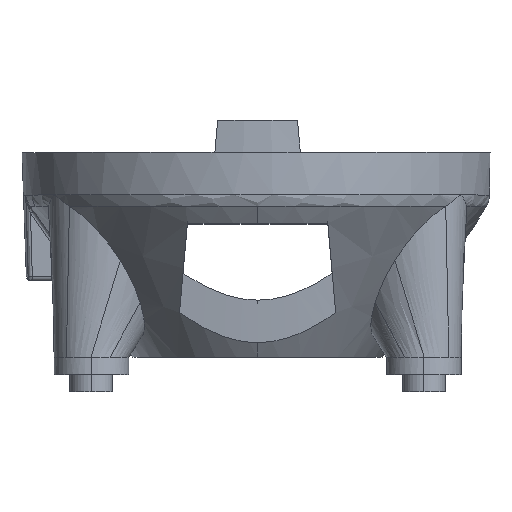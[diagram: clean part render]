
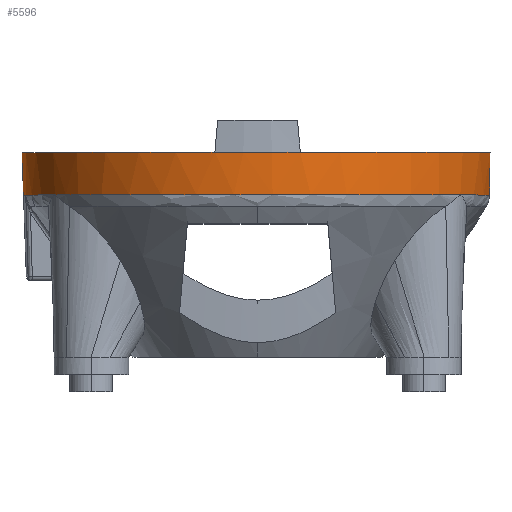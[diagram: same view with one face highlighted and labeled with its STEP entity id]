
A CAD part, top view. The second image highlights one B-rep face of the part: STEP entity #5596.
In plain terms, the highlighted conical face has half-angle 2 degrees and reference radius 11.05 mm.
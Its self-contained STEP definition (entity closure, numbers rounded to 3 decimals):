
#158 = VERTEX_POINT ( 'NONE', #4123 ) ;
#213 = CARTESIAN_POINT ( 'NONE',  ( 10.891, -1.342, 1.571 ) ) ;
#435 = EDGE_CURVE ( 'NONE', #2305, #3177, #577, .T. ) ;
#545 = DIRECTION ( 'NONE',  ( 0., -1., 0. ) ) ;
#577 = LINE ( 'NONE', #4999, #6651 ) ;
#689 = VERTEX_POINT ( 'NONE', #1714 ) ;
#771 = CARTESIAN_POINT ( 'NONE',  ( 9.509, -1.99, 5.49 ) ) ;
#778 = B_SPLINE_CURVE_WITH_KNOTS ( 'NONE', 3,
 ( #2901, #3492, #5840, #2326 ),
 .UNSPECIFIED., .F., .F.,
 ( 4, 4 ),
 ( 0., 1. ),
 .UNSPECIFIED. ) ;
#807 = CARTESIAN_POINT ( 'NONE',  ( 10.901, 0., 1.807 ) ) ;
#831 = DIRECTION ( 'NONE',  ( -1., 0., 0. ) ) ;
#882 = DIRECTION ( 'NONE',  ( -0.035, 0.999, 0. ) ) ;
#1024 = DIRECTION ( 'NONE',  ( 0., 1., 0. ) ) ;
#1055 = VERTEX_POINT ( 'NONE', #3043 ) ;
#1109 = ORIENTED_EDGE ( 'NONE', *, *, #2023, .F. ) ;
#1158 =( BOUNDED_CURVE ( )  B_SPLINE_CURVE ( 3, ( #1319, #4835, #6008, #2494 ),
 .UNSPECIFIED., .F., .T. ) 
 B_SPLINE_CURVE_WITH_KNOTS ( ( 4, 4 ),
 ( 0., 1. ),
 .UNSPECIFIED. ) 
 CURVE ( )  GEOMETRIC_REPRESENTATION_ITEM ( )  RATIONAL_B_SPLINE_CURVE ( ( 1., 0.987, 0.987, 1. ) ) 
 REPRESENTATION_ITEM ( '' )  );
#1319 = CARTESIAN_POINT ( 'NONE',  ( 10.883, -1.99, 1.456 ) ) ;
#1350 = VERTEX_POINT ( 'NONE', #6438 ) ;
#1352 = CIRCLE ( 'NONE', #4498, 11.05 ) ;
#1357 = CIRCLE ( 'NONE', #2231, 11.05 ) ;
#1374 = CARTESIAN_POINT ( 'NONE',  ( -4.755, -1.99, 13.726 ) ) ;
#1406 = CARTESIAN_POINT ( 'NONE',  ( -10.945, -1.99, 1.029 ) ) ;
#1415 = CARTESIAN_POINT ( 'NONE',  ( -10.981, -1.99, 0. ) ) ;
#1467 = CARTESIAN_POINT ( 'NONE',  ( -11.05, 0., 0. ) ) ;
#1714 = CARTESIAN_POINT ( 'NONE',  ( 10.883, -1.99, 1.456 ) ) ;
#1733 = EDGE_CURVE ( 'NONE', #689, #158, #1158, .T. ) ;
#2023 = EDGE_CURVE ( 'NONE', #1350, #2305, #5897, .T. ) ;
#2153 = EDGE_CURVE ( 'NONE', #1055, #3878, #1352, .T. ) ;
#2157 = EDGE_LOOP ( 'NONE', ( #6730, #1109, #4014, #2581, #3435, #5113, #6644, #3521, #3306, #4877 ) ) ;
#2231 = AXIS2_PLACEMENT_3D ( 'NONE', #3158, #7264, #3748 ) ;
#2298 = DIRECTION ( 'NONE',  ( 0., -1., 0. ) ) ;
#2305 = VERTEX_POINT ( 'NONE', #1415 ) ;
#2326 = CARTESIAN_POINT ( 'NONE',  ( 9.511, -1.991, 5.488 ) ) ;
#2377 = AXIS2_PLACEMENT_3D ( 'NONE', #5811, #2298, #6406 ) ;
#2494 = CARTESIAN_POINT ( 'NONE',  ( 9.511, -1.991, 5.488 ) ) ;
#2579 = CARTESIAN_POINT ( 'NONE',  ( -10.981, -1.99, 0. ) ) ;
#2581 = ORIENTED_EDGE ( 'NONE', *, *, #4834, .F. ) ;
#2772 = AXIS2_PLACEMENT_3D ( 'NONE', #4071, #545, #4667 ) ;
#2874 = AXIS2_PLACEMENT_3D ( 'NONE', #5375, #6515, #7090 ) ;
#2901 = CARTESIAN_POINT ( 'NONE',  ( 9.509, -1.99, 5.49 ) ) ;
#2907 = EDGE_CURVE ( 'NONE', #5311, #158, #778, .T. ) ;
#3043 = CARTESIAN_POINT ( 'NONE',  ( -1.996, 0., 10.868 ) ) ;
#3158 = CARTESIAN_POINT ( 'NONE',  ( 0., 0., 0. ) ) ;
#3177 = VERTEX_POINT ( 'NONE', #1467 ) ;
#3306 = ORIENTED_EDGE ( 'NONE', *, *, #2153, .F. ) ;
#3381 = EDGE_CURVE ( 'NONE', #689, #6461, #7441, .T. ) ;
#3435 = ORIENTED_EDGE ( 'NONE', *, *, #2907, .T. ) ;
#3492 = CARTESIAN_POINT ( 'NONE',  ( 9.51, -1.991, 5.49 ) ) ;
#3521 = ORIENTED_EDGE ( 'NONE', *, *, #5056, .T. ) ;
#3525 = VERTEX_POINT ( 'NONE', #5614 ) ;
#3743 = CARTESIAN_POINT ( 'NONE',  ( -10.872, -1.991, 1.538 ) ) ;
#3748 = DIRECTION ( 'NONE',  ( -1., 0., 0. ) ) ;
#3786 = CARTESIAN_POINT ( 'NONE',  ( 1.996, 0., 10.868 ) ) ;
#3878 = VERTEX_POINT ( 'NONE', #3786 ) ;
#4014 = ORIENTED_EDGE ( 'NONE', *, *, #4589, .F. ) ;
#4018 = CIRCLE ( 'NONE', #2772, 10.98 ) ;
#4071 = CARTESIAN_POINT ( 'NONE',  ( 0., -1.99, 0. ) ) ;
#4123 = CARTESIAN_POINT ( 'NONE',  ( 9.511, -1.991, 5.488 ) ) ;
#4298 = CARTESIAN_POINT ( 'NONE',  ( 4.755, -1.99, 13.726 ) ) ;
#4331 = CARTESIAN_POINT ( 'NONE',  ( 10.897, -0.679, 1.688 ) ) ;
#4384 = FACE_OUTER_BOUND ( 'NONE', #2157, .T. ) ;
#4498 = AXIS2_PLACEMENT_3D ( 'NONE', #4561, #1024, #831 ) ;
#4522 = EDGE_CURVE ( 'NONE', #1055, #3177, #7143, .T. ) ;
#4561 = CARTESIAN_POINT ( 'NONE',  ( 0., 0., 0. ) ) ;
#4589 = EDGE_CURVE ( 'NONE', #3525, #1350, #4018, .T. ) ;
#4667 = DIRECTION ( 'NONE',  ( -1., 0., 0. ) ) ;
#4694 = CARTESIAN_POINT ( 'NONE',  ( 10.901, 0., 1.807 ) ) ;
#4834 = EDGE_CURVE ( 'NONE', #5311, #3525, #4840, .T. ) ;
#4835 = CARTESIAN_POINT ( 'NONE',  ( 10.693, -1.99, 2.881 ) ) ;
#4840 =( BOUNDED_CURVE ( )  B_SPLINE_CURVE ( 3, ( #771, #4298, #1374, #5476 ),
 .UNSPECIFIED., .F., .F. ) 
 B_SPLINE_CURVE_WITH_KNOTS ( ( 4, 4 ),
 ( 0., 1. ),
 .UNSPECIFIED. ) 
 CURVE ( )  GEOMETRIC_REPRESENTATION_ITEM ( )  RATIONAL_B_SPLINE_CURVE ( ( 1., 0.667, 0.667, 1. ) ) 
 REPRESENTATION_ITEM ( '' )  );
#4877 = ORIENTED_EDGE ( 'NONE', *, *, #4522, .T. ) ;
#4999 = CARTESIAN_POINT ( 'NONE',  ( -11.05, 0., 0. ) ) ;
#5056 = EDGE_CURVE ( 'NONE', #6461, #3878, #1357, .T. ) ;
#5113 = ORIENTED_EDGE ( 'NONE', *, *, #1733, .F. ) ;
#5311 = VERTEX_POINT ( 'NONE', #5592 ) ;
#5375 = CARTESIAN_POINT ( 'NONE',  ( 0., 0., 0. ) ) ;
#5476 = CARTESIAN_POINT ( 'NONE',  ( -9.51, -1.99, 5.49 ) ) ;
#5592 = CARTESIAN_POINT ( 'NONE',  ( 9.509, -1.99, 5.49 ) ) ;
#5596 = ADVANCED_FACE ( 'NONE', ( #4384 ), #7319, .T. ) ;
#5614 = CARTESIAN_POINT ( 'NONE',  ( -9.51, -1.99, 5.49 ) ) ;
#5811 = CARTESIAN_POINT ( 'NONE',  ( 0., 0., 0. ) ) ;
#5840 = CARTESIAN_POINT ( 'NONE',  ( 9.51, -1.991, 5.489 ) ) ;
#5897 = B_SPLINE_CURVE_WITH_KNOTS ( 'NONE', 3,
 ( #3743, #1406, #6104, #2579 ),
 .UNSPECIFIED., .F., .F.,
 ( 4, 4 ),
 ( 0., 0.5 ),
 .UNSPECIFIED. ) ;
#6008 = CARTESIAN_POINT ( 'NONE',  ( 10.229, -1.99, 4.243 ) ) ;
#6104 = CARTESIAN_POINT ( 'NONE',  ( -10.981, -1.99, 0.514 ) ) ;
#6406 = DIRECTION ( 'NONE',  ( -1., 0., 0. ) ) ;
#6438 = CARTESIAN_POINT ( 'NONE',  ( -10.872, -1.991, 1.538 ) ) ;
#6461 = VERTEX_POINT ( 'NONE', #4694 ) ;
#6515 = DIRECTION ( 'NONE',  ( 0., 1., 0. ) ) ;
#6644 = ORIENTED_EDGE ( 'NONE', *, *, #3381, .T. ) ;
#6651 = VECTOR ( 'NONE', #882, 1000. ) ;
#6730 = ORIENTED_EDGE ( 'NONE', *, *, #435, .F. ) ;
#7090 = DIRECTION ( 'NONE',  ( -1., 0., 0. ) ) ;
#7143 = CIRCLE ( 'NONE', #2377, 11.05 ) ;
#7261 = CARTESIAN_POINT ( 'NONE',  ( 10.883, -1.99, 1.456 ) ) ;
#7264 = DIRECTION ( 'NONE',  ( 0., -1., 0. ) ) ;
#7319 = CONICAL_SURFACE ( 'NONE', #2874, 11.05, 0.035 ) ;
#7441 = B_SPLINE_CURVE_WITH_KNOTS ( 'NONE', 3,
 ( #7261, #213, #4331, #807 ),
 .UNSPECIFIED., .F., .F.,
 ( 4, 4 ),
 ( 0., 1. ),
 .UNSPECIFIED. ) ;
